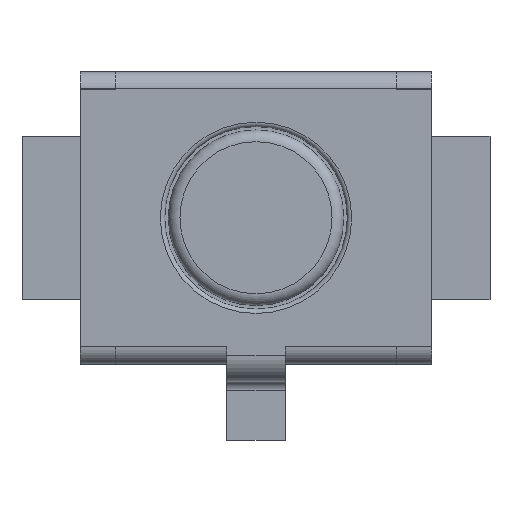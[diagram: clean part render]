
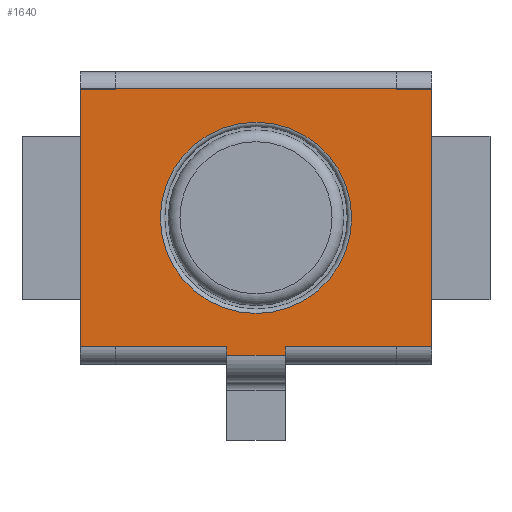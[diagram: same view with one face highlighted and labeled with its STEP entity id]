
A CAD part, top view. The second image highlights one B-rep face of the part: STEP entity #1640.
In plain terms, the highlighted planar face has unit normal (0, 0, 1).
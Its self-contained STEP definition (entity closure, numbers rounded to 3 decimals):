
#638 = VERTEX_POINT('',#639);
#639 = CARTESIAN_POINT('',(1.5,-0.28,1.2));
#645 = EDGE_CURVE('',#638,#646,#648,.T.);
#646 = VERTEX_POINT('',#647);
#647 = CARTESIAN_POINT('',(1.5,1.92,1.2));
#648 = LINE('',#649,#650);
#649 = CARTESIAN_POINT('',(1.5,-0.28,1.2));
#650 = VECTOR('',#651,1.);
#651 = DIRECTION('',(0.,1.,0.));
#1593 = EDGE_CURVE('',#1594,#1596,#1598,.T.);
#1594 = VERTEX_POINT('',#1595);
#1595 = CARTESIAN_POINT('',(1.2,-0.28,1.2));
#1596 = VERTEX_POINT('',#1597);
#1597 = CARTESIAN_POINT('',(1.2,-0.282,1.2));
#1598 = LINE('',#1599,#1600);
#1599 = CARTESIAN_POINT('',(1.2,-0.28,1.2));
#1600 = VECTOR('',#1601,1.);
#1601 = DIRECTION('',(0.,-1.,0.));
#1629 = EDGE_CURVE('',#1594,#638,#1630,.T.);
#1630 = LINE('',#1631,#1632);
#1631 = CARTESIAN_POINT('',(-1.5,-0.28,1.2));
#1632 = VECTOR('',#1633,1.);
#1633 = DIRECTION('',(1.,0.,0.));
#1640 = ADVANCED_FACE('',(#1641,#1748),#1759,.T.);
#1641 = FACE_BOUND('',#1642,.T.);
#1642 = EDGE_LOOP('',(#1643,#1644,#1645,#1653,#1661,#1669,#1677,#1685,
#1693,#1701,#1709,#1717,#1725,#1733,#1741,#1747));
#1643 = ORIENTED_EDGE('',*,*,#1629,.T.);
#1644 = ORIENTED_EDGE('',*,*,#645,.T.);
#1645 = ORIENTED_EDGE('',*,*,#1646,.T.);
#1646 = EDGE_CURVE('',#646,#1647,#1649,.T.);
#1647 = VERTEX_POINT('',#1648);
#1648 = CARTESIAN_POINT('',(1.2,1.92,1.2));
#1649 = LINE('',#1650,#1651);
#1650 = CARTESIAN_POINT('',(1.5,1.92,1.2));
#1651 = VECTOR('',#1652,1.);
#1652 = DIRECTION('',(-1.,0.,0.));
#1653 = ORIENTED_EDGE('',*,*,#1654,.T.);
#1654 = EDGE_CURVE('',#1647,#1655,#1657,.T.);
#1655 = VERTEX_POINT('',#1656);
#1656 = CARTESIAN_POINT('',(1.2,1.922,1.2));
#1657 = LINE('',#1658,#1659);
#1658 = CARTESIAN_POINT('',(1.2,1.92,1.2));
#1659 = VECTOR('',#1660,1.);
#1660 = DIRECTION('',(0.,1.,0.));
#1661 = ORIENTED_EDGE('',*,*,#1662,.F.);
#1662 = EDGE_CURVE('',#1663,#1655,#1665,.T.);
#1663 = VERTEX_POINT('',#1664);
#1664 = CARTESIAN_POINT('',(-1.2,1.922,1.2));
#1665 = LINE('',#1666,#1667);
#1666 = CARTESIAN_POINT('',(-1.2,1.922,1.2));
#1667 = VECTOR('',#1668,1.);
#1668 = DIRECTION('',(1.,0.,0.));
#1669 = ORIENTED_EDGE('',*,*,#1670,.F.);
#1670 = EDGE_CURVE('',#1671,#1663,#1673,.T.);
#1671 = VERTEX_POINT('',#1672);
#1672 = CARTESIAN_POINT('',(-1.2,1.92,1.2));
#1673 = LINE('',#1674,#1675);
#1674 = CARTESIAN_POINT('',(-1.2,1.92,1.2));
#1675 = VECTOR('',#1676,1.);
#1676 = DIRECTION('',(0.,1.,0.));
#1677 = ORIENTED_EDGE('',*,*,#1678,.T.);
#1678 = EDGE_CURVE('',#1671,#1679,#1681,.T.);
#1679 = VERTEX_POINT('',#1680);
#1680 = CARTESIAN_POINT('',(-1.5,1.92,1.2));
#1681 = LINE('',#1682,#1683);
#1682 = CARTESIAN_POINT('',(1.5,1.92,1.2));
#1683 = VECTOR('',#1684,1.);
#1684 = DIRECTION('',(-1.,0.,0.));
#1685 = ORIENTED_EDGE('',*,*,#1686,.T.);
#1686 = EDGE_CURVE('',#1679,#1687,#1689,.T.);
#1687 = VERTEX_POINT('',#1688);
#1688 = CARTESIAN_POINT('',(-1.5,-0.28,1.2));
#1689 = LINE('',#1690,#1691);
#1690 = CARTESIAN_POINT('',(-1.5,1.92,1.2));
#1691 = VECTOR('',#1692,1.);
#1692 = DIRECTION('',(0.,-1.,0.));
#1693 = ORIENTED_EDGE('',*,*,#1694,.T.);
#1694 = EDGE_CURVE('',#1687,#1695,#1697,.T.);
#1695 = VERTEX_POINT('',#1696);
#1696 = CARTESIAN_POINT('',(-1.2,-0.28,1.2));
#1697 = LINE('',#1698,#1699);
#1698 = CARTESIAN_POINT('',(-1.5,-0.28,1.2));
#1699 = VECTOR('',#1700,1.);
#1700 = DIRECTION('',(1.,0.,0.));
#1701 = ORIENTED_EDGE('',*,*,#1702,.T.);
#1702 = EDGE_CURVE('',#1695,#1703,#1705,.T.);
#1703 = VERTEX_POINT('',#1704);
#1704 = CARTESIAN_POINT('',(-1.2,-0.282,1.2));
#1705 = LINE('',#1706,#1707);
#1706 = CARTESIAN_POINT('',(-1.2,-0.28,1.2));
#1707 = VECTOR('',#1708,1.);
#1708 = DIRECTION('',(0.,-1.,0.));
#1709 = ORIENTED_EDGE('',*,*,#1710,.T.);
#1710 = EDGE_CURVE('',#1703,#1711,#1713,.T.);
#1711 = VERTEX_POINT('',#1712);
#1712 = CARTESIAN_POINT('',(-0.25,-0.282,1.2));
#1713 = LINE('',#1714,#1715);
#1714 = CARTESIAN_POINT('',(-1.2,-0.282,1.2));
#1715 = VECTOR('',#1716,1.);
#1716 = DIRECTION('',(1.,0.,0.));
#1717 = ORIENTED_EDGE('',*,*,#1718,.F.);
#1718 = EDGE_CURVE('',#1719,#1711,#1721,.T.);
#1719 = VERTEX_POINT('',#1720);
#1720 = CARTESIAN_POINT('',(-0.25,-0.355,1.2));
#1721 = LINE('',#1722,#1723);
#1722 = CARTESIAN_POINT('',(-0.25,-0.355,1.2));
#1723 = VECTOR('',#1724,1.);
#1724 = DIRECTION('',(0.,1.,0.));
#1725 = ORIENTED_EDGE('',*,*,#1726,.F.);
#1726 = EDGE_CURVE('',#1727,#1719,#1729,.T.);
#1727 = VERTEX_POINT('',#1728);
#1728 = CARTESIAN_POINT('',(0.25,-0.355,1.2));
#1729 = LINE('',#1730,#1731);
#1730 = CARTESIAN_POINT('',(0.25,-0.355,1.2));
#1731 = VECTOR('',#1732,1.);
#1732 = DIRECTION('',(-1.,0.,0.));
#1733 = ORIENTED_EDGE('',*,*,#1734,.T.);
#1734 = EDGE_CURVE('',#1727,#1735,#1737,.T.);
#1735 = VERTEX_POINT('',#1736);
#1736 = CARTESIAN_POINT('',(0.25,-0.282,1.2));
#1737 = LINE('',#1738,#1739);
#1738 = CARTESIAN_POINT('',(0.25,-0.355,1.2));
#1739 = VECTOR('',#1740,1.);
#1740 = DIRECTION('',(0.,1.,0.));
#1741 = ORIENTED_EDGE('',*,*,#1742,.T.);
#1742 = EDGE_CURVE('',#1735,#1596,#1743,.T.);
#1743 = LINE('',#1744,#1745);
#1744 = CARTESIAN_POINT('',(-1.2,-0.282,1.2));
#1745 = VECTOR('',#1746,1.);
#1746 = DIRECTION('',(1.,0.,0.));
#1747 = ORIENTED_EDGE('',*,*,#1593,.F.);
#1748 = FACE_BOUND('',#1749,.T.);
#1749 = EDGE_LOOP('',(#1750));
#1750 = ORIENTED_EDGE('',*,*,#1751,.T.);
#1751 = EDGE_CURVE('',#1752,#1752,#1754,.T.);
#1752 = VERTEX_POINT('',#1753);
#1753 = CARTESIAN_POINT('',(0.,1.638,1.2));
#1754 = CIRCLE('',#1755,0.818);
#1755 = AXIS2_PLACEMENT_3D('',#1756,#1757,#1758);
#1756 = CARTESIAN_POINT('',(0.,0.82,1.2));
#1757 = DIRECTION('',(0.,0.,-1.));
#1758 = DIRECTION('',(0.,1.,0.));
#1759 = PLANE('',#1760);
#1760 = AXIS2_PLACEMENT_3D('',#1761,#1762,#1763);
#1761 = CARTESIAN_POINT('',(0.,0.801,1.2));
#1762 = DIRECTION('',(0.,0.,1.));
#1763 = DIRECTION('',(0.,1.,0.));
